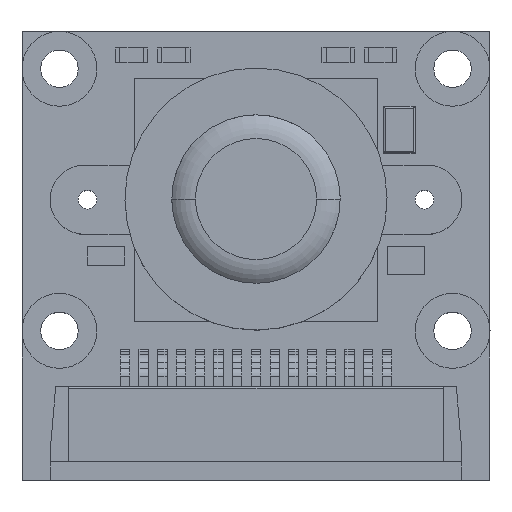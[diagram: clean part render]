
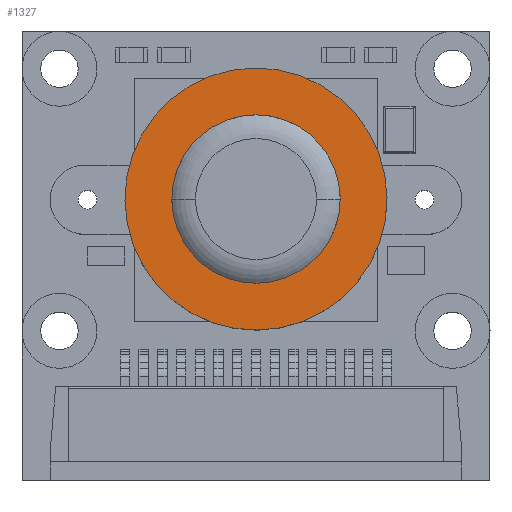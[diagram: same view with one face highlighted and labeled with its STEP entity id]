
A CAD part, top view. The second image highlights one B-rep face of the part: STEP entity #1327.
In plain terms, the highlighted planar face has unit normal (0, 0, 1).
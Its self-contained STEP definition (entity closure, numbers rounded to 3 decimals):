
#239 = ORIENTED_EDGE ( 'NONE', *, *, #11429, .F. ) ;
#476 = VERTEX_POINT ( 'NONE', #9148 ) ;
#1327 = ADVANCED_FACE ( 'NONE', ( #15051, #7268 ), #14024, .T. ) ;
#1924 = DIRECTION ( 'NONE',  ( 1., 0., 0. ) ) ;
#2783 = DIRECTION ( 'NONE',  ( 1., 0., 0. ) ) ;
#2937 = CARTESIAN_POINT ( 'NONE',  ( -4.5, 0., 17. ) ) ;
#3887 = ORIENTED_EDGE ( 'NONE', *, *, #19965, .F. ) ;
#4611 = CARTESIAN_POINT ( 'NONE',  ( -7., 0., 17. ) ) ;
#5015 = CARTESIAN_POINT ( 'NONE',  ( 0., 0., 17. ) ) ;
#6578 = AXIS2_PLACEMENT_3D ( 'NONE', #17951, #21440, #10839 ) ;
#7268 = FACE_OUTER_BOUND ( 'NONE', #12321, .T. ) ;
#8980 = DIRECTION ( 'NONE',  ( 0., 0., 1. ) ) ;
#9148 = CARTESIAN_POINT ( 'NONE',  ( 4.5, 0., 17. ) ) ;
#10839 = DIRECTION ( 'NONE',  ( 1., 0., 0. ) ) ;
#11122 = VERTEX_POINT ( 'NONE', #19485 ) ;
#11186 = EDGE_CURVE ( 'NONE', #21661, #11122, #13974, .T. ) ;
#11425 = VERTEX_POINT ( 'NONE', #2937 ) ;
#11429 = EDGE_CURVE ( 'NONE', #476, #11425, #13948, .T. ) ;
#11619 = ORIENTED_EDGE ( 'NONE', *, *, #14063, .T. ) ;
#12066 = DIRECTION ( 'NONE',  ( 1., 0., 0. ) ) ;
#12095 = AXIS2_PLACEMENT_3D ( 'NONE', #19562, #8980, #1924 ) ;
#12321 = EDGE_LOOP ( 'NONE', ( #14280, #11619 ) ) ;
#12465 = DIRECTION ( 'NONE',  ( 1., 0., 0. ) ) ;
#13782 = CIRCLE ( 'NONE', #21842, 7. ) ;
#13948 = CIRCLE ( 'NONE', #18336, 4.5 ) ;
#13974 = CIRCLE ( 'NONE', #12095, 7. ) ;
#14024 = PLANE ( 'NONE',  #19028 ) ;
#14063 = EDGE_CURVE ( 'NONE', #11122, #21661, #13782, .T. ) ;
#14280 = ORIENTED_EDGE ( 'NONE', *, *, #11186, .T. ) ;
#15051 = FACE_BOUND ( 'NONE', #16171, .T. ) ;
#15183 = DIRECTION ( 'NONE',  ( 0., 0., 1. ) ) ;
#16171 = EDGE_LOOP ( 'NONE', ( #239, #3887 ) ) ;
#17032 = CARTESIAN_POINT ( 'NONE',  ( 0., 0., 17. ) ) ;
#17859 = CARTESIAN_POINT ( 'NONE',  ( 0., 0., 17. ) ) ;
#17951 = CARTESIAN_POINT ( 'NONE',  ( 0., 0., 17. ) ) ;
#18336 = AXIS2_PLACEMENT_3D ( 'NONE', #17032, #15183, #2783 ) ;
#19028 = AXIS2_PLACEMENT_3D ( 'NONE', #17859, #21277, #12465 ) ;
#19035 = CIRCLE ( 'NONE', #6578, 4.5 ) ;
#19485 = CARTESIAN_POINT ( 'NONE',  ( 7., 0., 17. ) ) ;
#19562 = CARTESIAN_POINT ( 'NONE',  ( 0., 0., 17. ) ) ;
#19965 = EDGE_CURVE ( 'NONE', #11425, #476, #19035, .T. ) ;
#20653 = DIRECTION ( 'NONE',  ( 0., 0., 1. ) ) ;
#21277 = DIRECTION ( 'NONE',  ( 0., 0., 1. ) ) ;
#21440 = DIRECTION ( 'NONE',  ( 0., 0., 1. ) ) ;
#21661 = VERTEX_POINT ( 'NONE', #4611 ) ;
#21842 = AXIS2_PLACEMENT_3D ( 'NONE', #5015, #20653, #12066 ) ;
